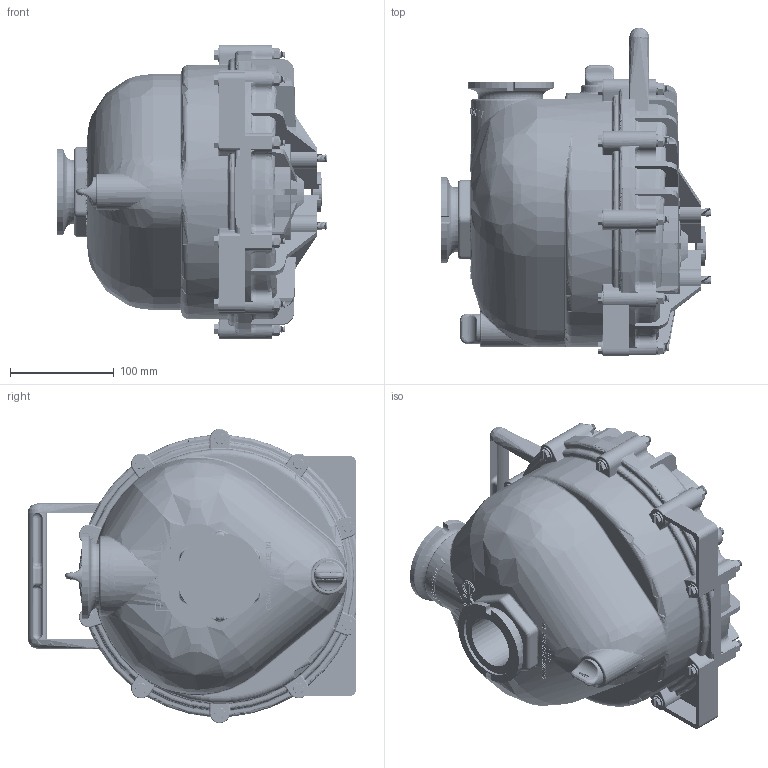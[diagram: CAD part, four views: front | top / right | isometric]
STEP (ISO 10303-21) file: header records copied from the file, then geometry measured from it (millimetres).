
FILE_DESCRIPTION(/* description */ ('2" FP MNFLD PUMP ONLY'),/* implementation_level */ '2;1');
FILE_NAME(/* name */ 'M220PO.stp',/* time_stamp */ '2021-03-03T13:15:03-05:00',/* author */ ('MJC'),/* organization */ (''),/* preprocessor_version */ 'ST-DEVELOPER v18.1',/* originating_system */ 'Autodesk Inventor 2021',/* authorisation */ '');
FILE_SCHEMA (('AUTOMOTIVE_DESIGN { 1 0 10303 214 3 1 1 }'));
Length unit declared in the file: inch
Products named in the file (30): M220PO; 12703A; 12716; M12712; M12712Y; M12712X; M17000P; 12777; UV15163; 12702A; 12733; 12733_1; 12710; 12705; 12771A; PUMPKIT003; 12715A; 12717; 12719A; 12725; 12754; 12765A; A204; 12775A; 12900; 12901; 12902A; 12720; V07018; V07019
Assembly tree (69 placements, depth 4):
  M220PO
    12703A
    12716
    M12712
      M12712Y
        M12712X
        M17000P  x2
      12777  x2
      UV15163  x2
    12702A
    12733
      12733_1
      12710
    12705
    12771A
    PUMPKIT003
      12715A  x4
      12717  x4
      12719A
      12720  x10
      12725  x2
      12754
      12765A
      A204
      12775A
      12900
      12901  x4
      12902A
      V07018  x10
      V07019  x10
Bounding box: 259.33 x 316.26 x 283.21 mm (x, y, z)
Volume: 2937636.2 mm3; surface area: 1098979 mm2
Topology: 86 solids, 86 shells, 7541 faces, 19170 edges, 11876 vertices
Faces by surface type: plane 2107, cylinder 2048, cone 1830, bspline 828, torus 707, sphere 21
Full cylindrical faces by diameter (mm): 2.87 x2, 2.921 x2, 3.505 x14, 4.572 x1, 4.826 x2, 4.877 x6, 5.207 x2, 5.969 x7, 6.35 x430, 6.65 x15, 6.858 x20, 7.938 x4, 8.731 x4, 9.525 x2, 11.1 x1, 11.112 x1, 11.906 x4, 12.7 x2, 13.208 x10, 17.399 x1, 17.475 x6, 18.263 x1, 19.05 x3, 20.637 x1, 20.701 x4, 22.225 x1, 24.892 x1, 25.4 x1, 25.527 x2, 26.924 x1
Entity records: 174869 total; most frequent: CARTESIAN_POINT 70026, ORIENTED_EDGE 23616, DIRECTION 19181, EDGE_CURVE 11808, VERTEX_POINT 7565, AXIS2_PLACEMENT_3D 7031, LINE 5119, VECTOR 5119
